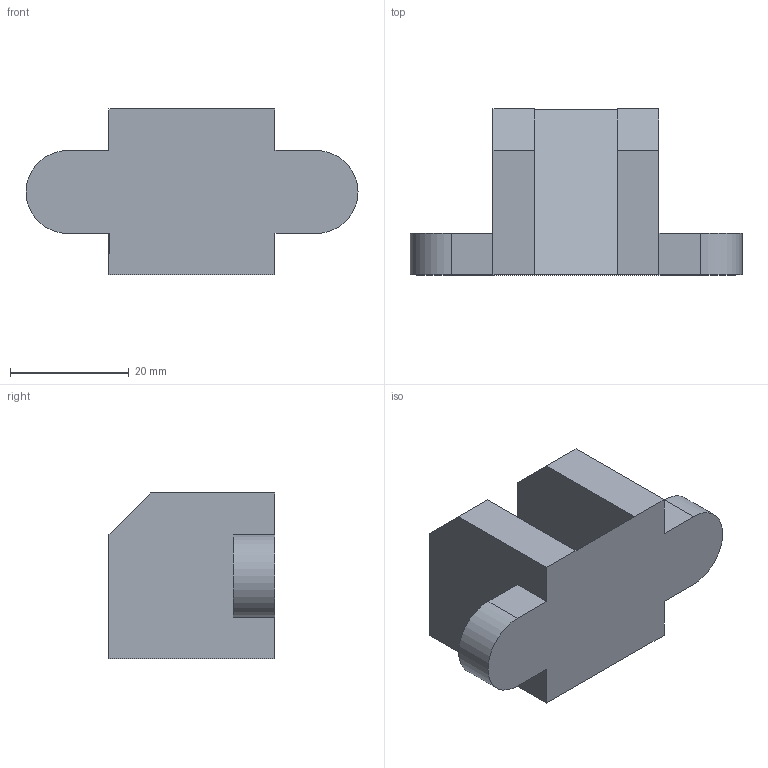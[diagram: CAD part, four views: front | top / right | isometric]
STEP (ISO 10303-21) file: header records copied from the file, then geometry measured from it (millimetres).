
FILE_DESCRIPTION (( 'STEP AP214' ), '1' );
FILE_NAME ('3D 翱蝗 26廓.STEP', '2018-12-01T13:52:31', ( '' ), ( '' ), 'SwSTEP 2.0', 'SolidWorks 2018', '' );
FILE_SCHEMA (( 'AUTOMOTIVE_DESIGN' ));
Length unit declared in the file: millimetre
Products named in the file (1): 3D 翱蝗 26廓6易帚6使o使見
Bounding box: 56 x 28 x 28 mm (x, y, z)
Volume: 18570.6 mm3; surface area: 6110.7 mm2
Topology: 1 solids, 1 shells, 21 faces, 53 edges, 34 vertices
Faces by surface type: plane 19, cylinder 2
Entity records: 653 total; most frequent: CARTESIAN_POINT 109, ORIENTED_EDGE 106, DIRECTION 101, EDGE_CURVE 53, LINE 49, VECTOR 49, VERTEX_POINT 34, AXIS2_PLACEMENT_3D 26
